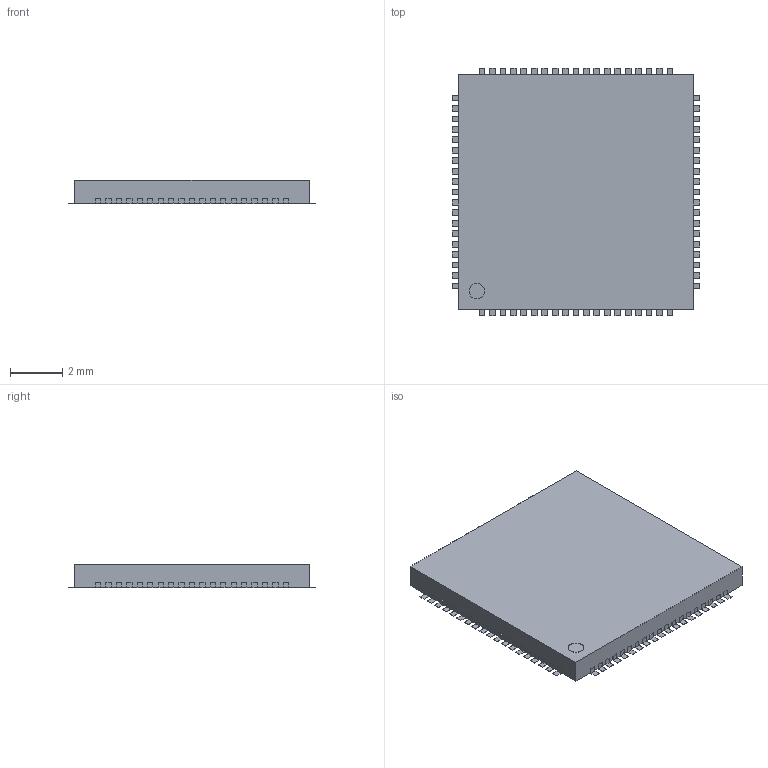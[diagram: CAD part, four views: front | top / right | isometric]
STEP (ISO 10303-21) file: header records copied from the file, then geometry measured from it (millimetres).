
FILE_DESCRIPTION (( 'STEP AP203' ), '1' );
FILE_NAME ('115-2628-000_3.step_Default_sldprt.STEP', '2020-11-13T20:11:44', ( '' ), ( '' ), 'SwSTEP 2.0', 'SolidWorks 2019', '' );
FILE_SCHEMA (( 'CONFIG_CONTROL_DESIGN' ));
Length unit declared in the file: inch
Products named in the file (1): 115-2628-000_3.step_Default_sldprt
Bounding box: 9.5 x 9.5 x 0.9 mm (x, y, z)
Volume: 72.1 mm3; surface area: 213.5 mm2
Topology: 1 solids, 1 shells, 855 faces, 2322 edges, 1548 vertices
Faces by surface type: plane 853, cylinder 2
Entity records: 26439 total; most frequent: CARTESIAN_POINT 4726, ORIENTED_EDGE 4644, DIRECTION 4038, EDGE_CURVE 2322, LINE 2318, VECTOR 2318, VERTEX_POINT 1548, EDGE_LOOP 934
